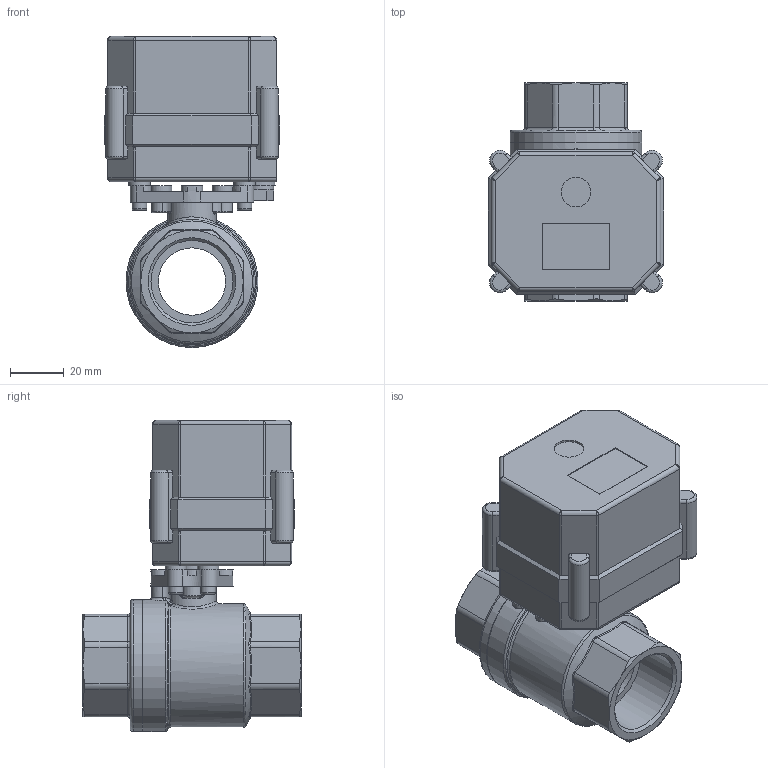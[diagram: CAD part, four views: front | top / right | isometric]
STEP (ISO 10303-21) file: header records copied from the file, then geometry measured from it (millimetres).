
FILE_DESCRIPTION(/* description */ (''),/* implementation_level */ '2;1');
FILE_NAME(/* name */ 'A20-S2-DN25-H外形参考.stp',/* time_stamp */ '2023-01-31T10:08:00+08:00',/* author */ (''),/* organization */ (''),/* preprocessor_version */ 'ST-DEVELOPER v16.7',/* originating_system */ 'SIEMENS PLM Software NX 12.0',/* authorisation */ '');
FILE_SCHEMA (('AUTOMOTIVE_DESIGN { 1 0 10303 214 3 1 1 1 }'));
Length unit declared in the file: millimetre
Products named in the file (1): 12343A188B32buoa
Bounding box: 65 x 81 x 115.5 mm (x, y, z)
Volume: 193 mm3; surface area: 42813.6 mm2
Topology: 4 solids, 5 shells, 416 faces, 1013 edges, 606 vertices
Faces by surface type: plane 178, cylinder 138, bspline 44, torus 34, cone 20, sphere 2
Full cylindrical faces by diameter (mm): 3.3 x3, 4 x4, 5.5 x4, 6.5 x4, 8 x4, 9.8 x1, 11 x1, 15 x1, 25 x1, 30.5 x2, 46 x1, 49 x2
Entity records: 12683 total; most frequent: CARTESIAN_POINT 3381, DIRECTION 1959, ORIENTED_EDGE 1872, EDGE_CURVE 936, AXIS2_PLACEMENT_3D 759, VERTEX_POINT 589, EDGE_LOOP 489, LINE 441
